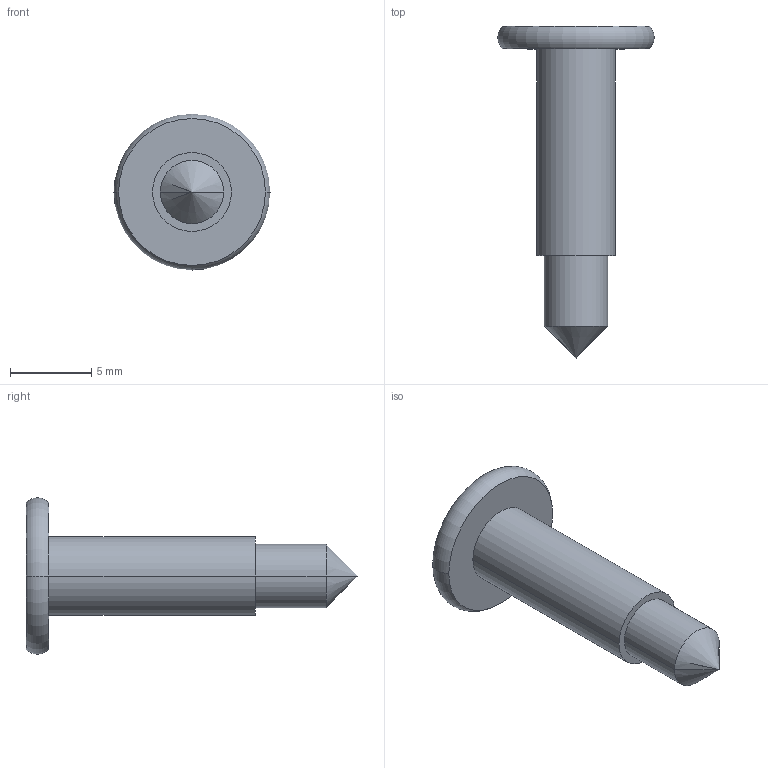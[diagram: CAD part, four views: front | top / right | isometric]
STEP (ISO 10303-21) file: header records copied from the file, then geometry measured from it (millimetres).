
FILE_DESCRIPTION (( 'STEP AP203' ), '1' );
FILE_NAME ('Self Tapping Screw.step', '2015-07-29T19:38:26', ( '' ), ( '' ), 'SwSTEP 2.0', 'SolidWorks 2014', '' );
FILE_SCHEMA (( 'CONFIG_CONTROL_DESIGN' ));
Length unit declared in the file: millimetre
Products named in the file (1): Self Tapping Screw
Bounding box: 9.59 x 20.4 x 9.59 mm (x, y, z)
Volume: 387 mm3; surface area: 438.4 mm2
Topology: 1 solids, 1 shells, 24 faces, 58 edges, 37 vertices
Faces by surface type: plane 16, cylinder 4, cone 2, torus 2
Entity records: 763 total; most frequent: DIRECTION 120, CARTESIAN_POINT 118, ORIENTED_EDGE 112, EDGE_CURVE 56, VECTOR 42, LINE 42, AXIS2_PLACEMENT_3D 39, VERTEX_POINT 37
